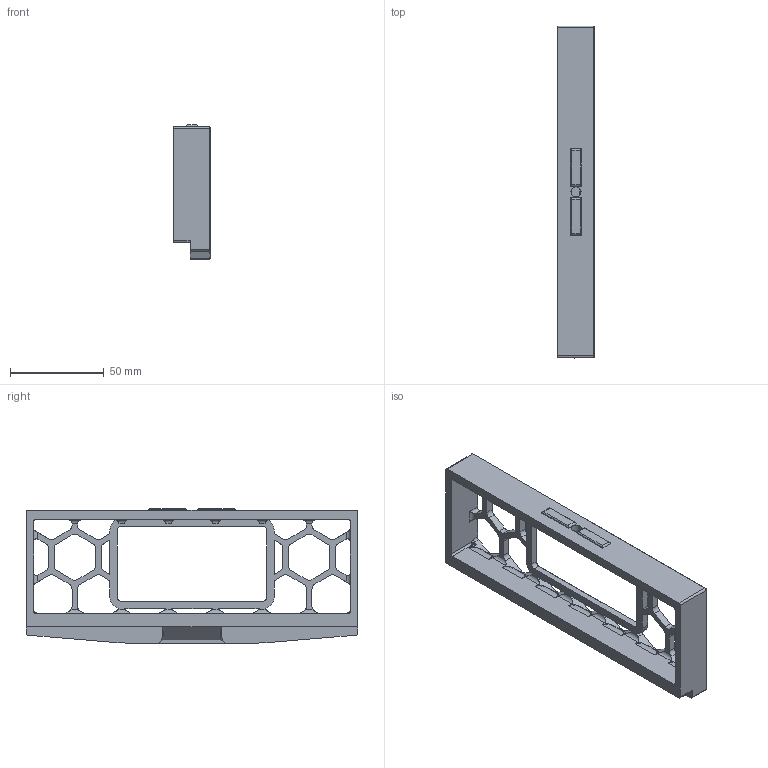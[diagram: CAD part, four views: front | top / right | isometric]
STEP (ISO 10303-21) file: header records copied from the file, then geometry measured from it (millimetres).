
FILE_DESCRIPTION(/* description */ (''),/* implementation_level */ '2;1');
FILE_NAME(/* name */ 'PowerMonitorFanSkirt-right v4.step',/* time_stamp */ '2023-01-16T13:52:13-06:00',/* author */ (''),/* organization */ (''),/* preprocessor_version */ 'ST-DEVELOPER v19.2',/* originating_system */ 'Autodesk Translation Framework v11.17.0.187',/* authorisation */ '');
FILE_SCHEMA (('AUTOMOTIVE_DESIGN { 1 0 10303 214 3 1 1 }'));
Length unit declared in the file: millimetre
Products named in the file (3): Switch+PowerMonitorFanSkirt-right; Middle Fan Support; Fan Skirt Base
Assembly tree (2 placements, depth 3):
  Switch+PowerMonitorFanSkirt-right
    Middle Fan Support
      Fan Skirt Base
Bounding box: 20 x 177 x 72 mm (x, y, z)
Volume: 70649.7 mm3; surface area: 32628.7 mm2
Topology: 1 solids, 1 shells, 317 faces, 928 edges, 601 vertices
Faces by surface type: cylinder 147, plane 127, bspline 33, cone 10
Full cylindrical faces by diameter (mm): 4.7 x1, 5.4 x1
Entity records: 11848 total; most frequent: CARTESIAN_POINT 3231, ORIENTED_EDGE 1850, DIRECTION 1769, EDGE_CURVE 925, AXIS2_PLACEMENT_3D 616, VERTEX_POINT 601, LINE 537, VECTOR 537
